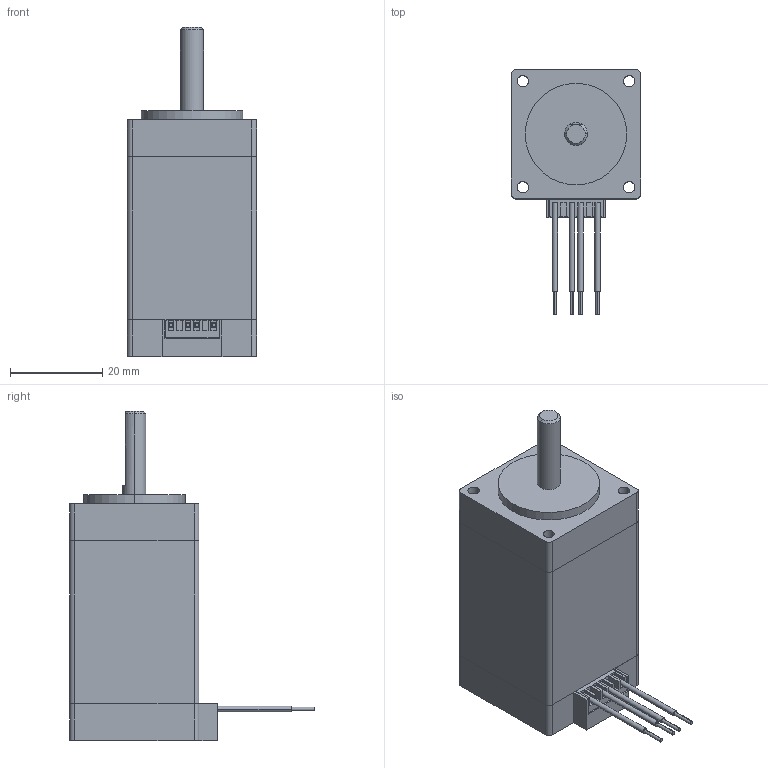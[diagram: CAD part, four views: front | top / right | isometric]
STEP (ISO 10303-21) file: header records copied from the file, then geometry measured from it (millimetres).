
FILE_DESCRIPTION (( 'STEP AP214' ), '1' );
FILE_NAME ('28AM018.STEP', '2024-03-18T01:36:18', ( 'MM' ), ( 'Microsoft' ), 'SwSTEP 2.0', 'SolidWorks 2024', '' );
FILE_SCHEMA (( 'AUTOMOTIVE_DESIGN' ));
Length unit declared in the file: millimetre
Products named in the file (1): 28AM018
Bounding box: 28 x 53 x 71.3 mm (x, y, z)
Volume: 39692 mm3; surface area: 13420.9 mm2
Topology: 2 solids, 2 shells, 137 faces, 354 edges, 235 vertices
Faces by surface type: plane 72, cylinder 62, cone 3
Entity records: 4307 total; most frequent: DIRECTION 757, CARTESIAN_POINT 741, ORIENTED_EDGE 708, EDGE_CURVE 354, AXIS2_PLACEMENT_3D 267, VERTEX_POINT 235, VECTOR 223, LINE 223
